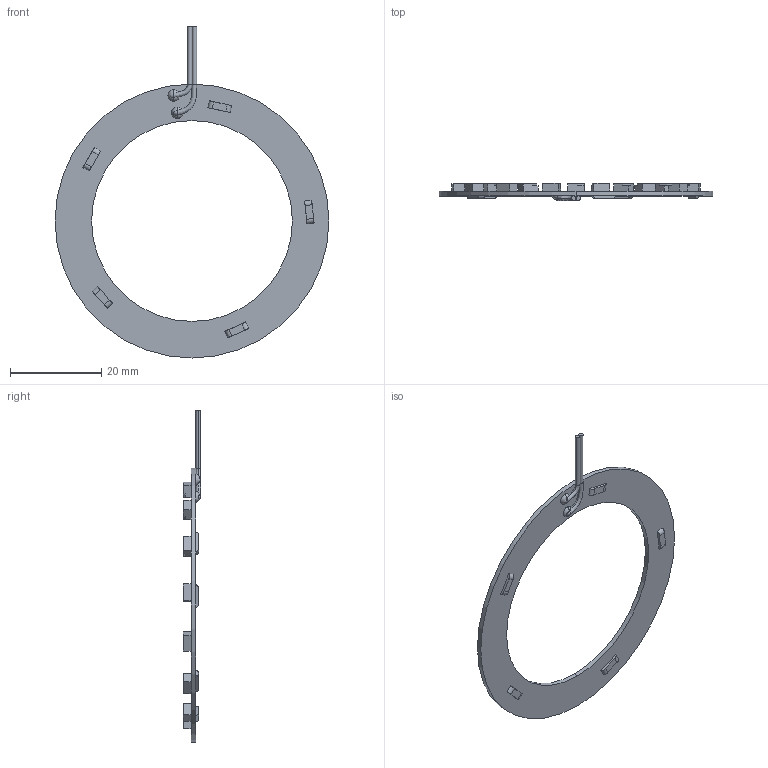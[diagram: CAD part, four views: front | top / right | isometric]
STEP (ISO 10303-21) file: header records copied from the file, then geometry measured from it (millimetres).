
FILE_DESCRIPTION (( 'STEP AP214' ), '1' );
FILE_NAME ('am-3596 LED Ring .STEP', '2017-06-01T21:18:31', ( '' ), ( '' ), 'SwSTEP 2.0', 'SolidWorks 2017', '' );
FILE_SCHEMA (( 'AUTOMOTIVE_DESIGN' ));
Length unit declared in the file: inch
Products named in the file (1): am-3596 LED Ring 
Bounding box: 59.97 x 3.73 x 72.67 mm (x, y, z)
Volume: 1655.6 mm3; surface area: 3433.4 mm2
Topology: 3 solids, 3 shells, 158 faces, 384 edges, 253 vertices
Faces by surface type: plane 128, bspline 14, cylinder 9, torus 7
Entity records: 5042 total; most frequent: CARTESIAN_POINT 1331, ORIENTED_EDGE 768, DIRECTION 676, EDGE_CURVE 384, VECTOR 320, LINE 320, VERTEX_POINT 253, EDGE_LOOP 181
